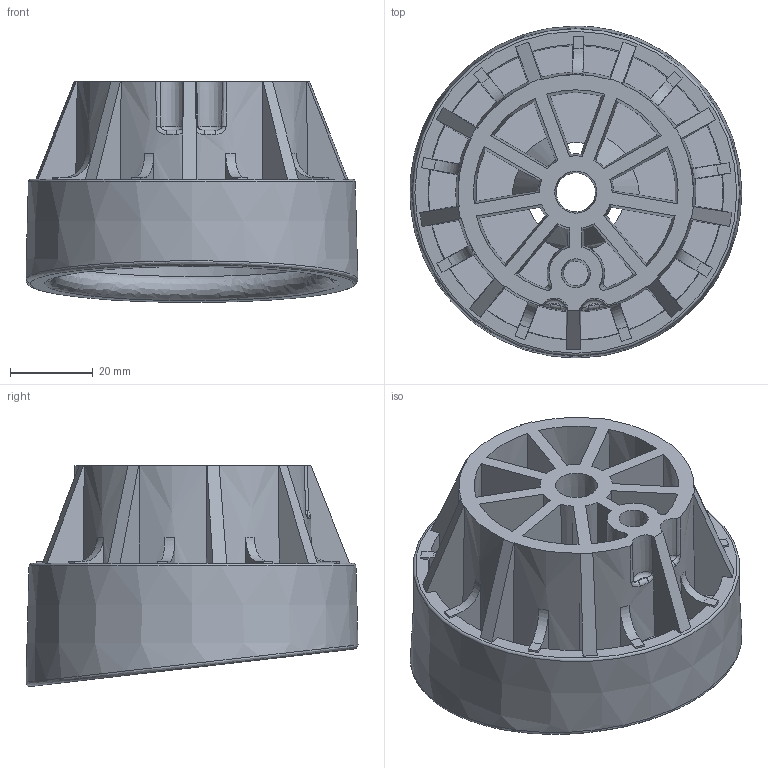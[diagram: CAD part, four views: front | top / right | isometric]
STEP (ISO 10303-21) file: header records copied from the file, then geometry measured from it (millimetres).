
FILE_DESCRIPTION(('FreeCAD Model'),'2;1');
FILE_NAME('Open CASCADE Shape Model','2025-05-04T21:30:16',('FreeCAD'),( 'FreeCAD'),'Open CASCADE STEP processor 7.6','FreeCAD','Unknown');
FILE_SCHEMA(('AUTOMOTIVE_DESIGN { 1 0 10303 214 1 1 1 1 }'));
Length unit declared in the file: millimetre
Products named in the file (1): Open CASCADE STEP translator 7.6 1
Bounding box: 80.38 x 80.47 x 53.56 mm (x, y, z)
Volume: 96671.6 mm3; surface area: 44523.6 mm2
Topology: 1 solids, 1 shells, 212 faces, 597 edges, 395 vertices
Faces by surface type: plane 121, cone 53, torus 14, bspline 14, offset 6, cylinder 4
Entity records: 10711 total; most frequent: CARTESIAN_POINT 5549, ORIENTED_EDGE 1194, DIRECTION 920, EDGE_CURVE 597, VERTEX_POINT 395, AXIS2_PLACEMENT_3D 344, LINE 232, VECTOR 232
